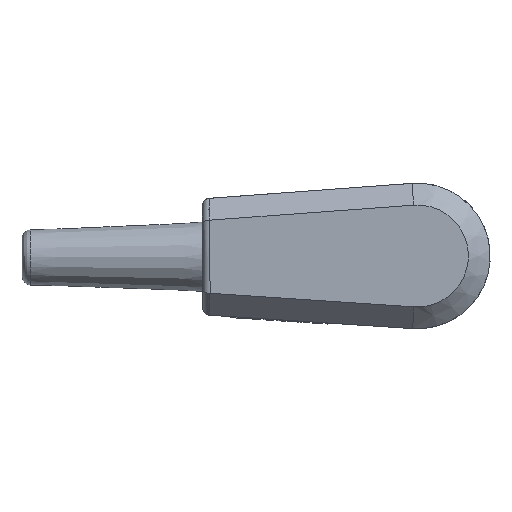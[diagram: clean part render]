
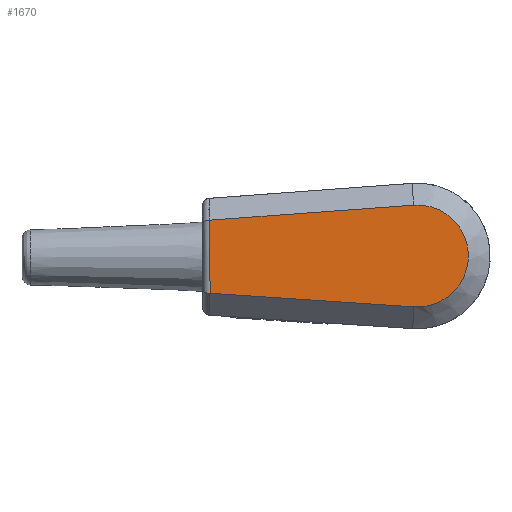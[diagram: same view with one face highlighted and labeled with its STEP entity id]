
A CAD part, left-side view. The second image highlights one B-rep face of the part: STEP entity #1670.
In plain terms, the highlighted planar face has unit normal (-1, 0, 0).
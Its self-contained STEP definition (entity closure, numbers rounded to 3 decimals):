
#516=LINE('',#7445,#960);
#517=LINE('',#7448,#961);
#518=LINE('',#7452,#962);
#960=VECTOR('',#5910,1.);
#961=VECTOR('',#5911,1.);
#962=VECTOR('',#5914,1.);
#1197=FACE_OUTER_BOUND('',#2118,.T.);
#1441=PLANE('',#4939);
#1670=ADVANCED_FACE('4-0-6',(#1197),#1441,.T.);
#2118=EDGE_LOOP('',(#2992,#2993,#2994,#2995));
#2992=ORIENTED_EDGE('',*,*,#4397,.T.);
#2993=ORIENTED_EDGE('',*,*,#4398,.T.);
#2994=ORIENTED_EDGE('',*,*,#4399,.T.);
#2995=ORIENTED_EDGE('',*,*,#4400,.T.);
#3843=VERTEX_POINT('',#7446);
#3844=VERTEX_POINT('',#7447);
#3845=VERTEX_POINT('',#7449);
#3846=VERTEX_POINT('',#7451);
#4397=EDGE_CURVE('',#3843,#3844,#516,.T.);
#4398=EDGE_CURVE('',#3844,#3845,#517,.T.);
#4399=EDGE_CURVE('',#3845,#3846,#4646,.T.);
#4400=EDGE_CURVE('',#3846,#3843,#518,.T.);
#4646=CIRCLE('',#4938,7.);
#4938=AXIS2_PLACEMENT_3D('',#7450,#5912,#5913);
#4939=AXIS2_PLACEMENT_3D('',#7453,#5915,#5916);
#5910=DIRECTION('',(0.,-0.004,-1.));
#5911=DIRECTION('',(0.,-0.998,-0.066));
#5912=DIRECTION('',(-1.,0.,0.));
#5913=DIRECTION('',(0.,0.066,-0.998));
#5914=DIRECTION('',(0.,0.997,-0.073));
#5915=DIRECTION('',(-1.,0.,0.));
#5916=DIRECTION('',(0.,-0.004,-1.));
#7445=CARTESIAN_POINT('',(0.,28.518,4.918));
#7446=CARTESIAN_POINT('',(0.,28.518,4.918));
#7447=CARTESIAN_POINT('',(0.,28.481,-5.13));
#7448=CARTESIAN_POINT('',(0.,28.481,-5.13));
#7449=CARTESIAN_POINT('',(0.,0.462,-6.985));
#7450=CARTESIAN_POINT('',(0.,0.,0.));
#7451=CARTESIAN_POINT('',(0.,0.514,6.981));
#7452=CARTESIAN_POINT('',(0.,0.514,6.981));
#7453=CARTESIAN_POINT('',(0.,31.504,7.736));
